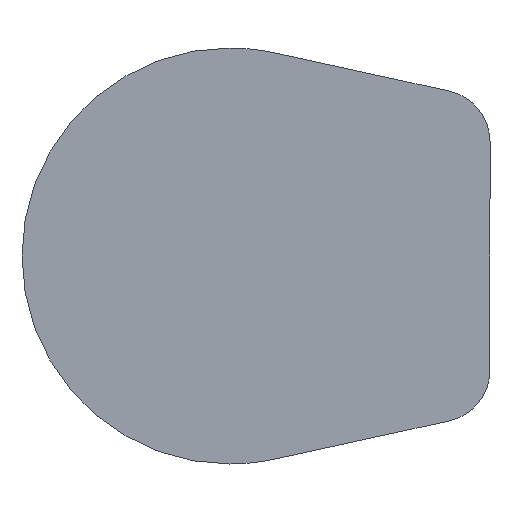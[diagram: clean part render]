
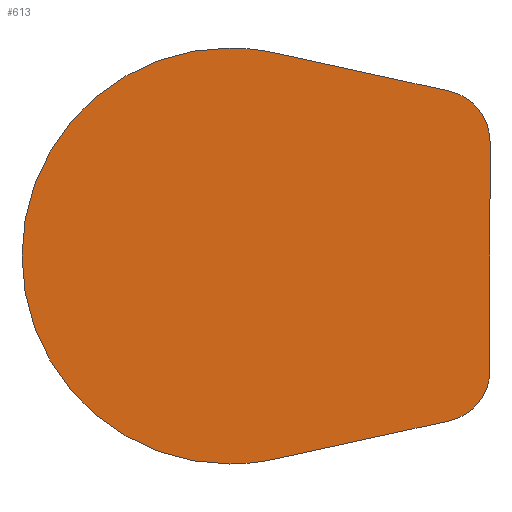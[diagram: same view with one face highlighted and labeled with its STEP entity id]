
A CAD part, front view. The second image highlights one B-rep face of the part: STEP entity #613.
In plain terms, the highlighted planar face has unit normal (0, -1, 0).
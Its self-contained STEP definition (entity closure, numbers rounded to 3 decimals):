
#33 = VERTEX_POINT ( 'NONE', #716 ) ;
#35 = CARTESIAN_POINT ( 'NONE',  ( 0., 0., 0. ) ) ;
#40 = DIRECTION ( 'NONE',  ( 0., 1., 0. ) ) ;
#45 = DIRECTION ( 'NONE',  ( 0.977, 0., -0.214 ) ) ;
#59 = LINE ( 'NONE', #65, #739 ) ;
#62 = AXIS2_PLACEMENT_3D ( 'NONE', #417, #40, #102 ) ;
#65 = CARTESIAN_POINT ( 'NONE',  ( 25., 0., -15. ) ) ;
#75 = CARTESIAN_POINT ( 'NONE',  ( 21.069, 0., 15.861 ) ) ;
#84 = VERTEX_POINT ( 'NONE', #106 ) ;
#91 = VERTEX_POINT ( 'NONE', #96 ) ;
#93 = CIRCLE ( 'NONE', #781, 20. ) ;
#96 = CARTESIAN_POINT ( 'NONE',  ( 0., 0., -20. ) ) ;
#102 = DIRECTION ( 'NONE',  ( 0., 0., 1. ) ) ;
#106 = CARTESIAN_POINT ( 'NONE',  ( 4.278, 0., 19.537 ) ) ;
#112 = EDGE_CURVE ( 'NONE', #91, #33, #625, .T. ) ;
#120 = CARTESIAN_POINT ( 'NONE',  ( 21.069, 0., -15.861 ) ) ;
#126 = CARTESIAN_POINT ( 'NONE',  ( 25., 0., -15. ) ) ;
#132 = DIRECTION ( 'NONE',  ( -0.977, 0., -0.214 ) ) ;
#165 = EDGE_CURVE ( 'NONE', #235, #534, #59, .T. ) ;
#176 = DIRECTION ( 'NONE',  ( 0., 0., -1. ) ) ;
#193 = EDGE_CURVE ( 'NONE', #84, #446, #768, .T. ) ;
#222 = CARTESIAN_POINT ( 'NONE',  ( 20., 0., -10.976 ) ) ;
#227 = EDGE_CURVE ( 'NONE', #534, #91, #93, .T. ) ;
#228 = DIRECTION ( 'NONE',  ( 0., 1., 0. ) ) ;
#235 = VERTEX_POINT ( 'NONE', #120 ) ;
#239 = CARTESIAN_POINT ( 'NONE',  ( 0., 0., 0. ) ) ;
#241 = ORIENTED_EDGE ( 'NONE', *, *, #193, .F. ) ;
#245 = DIRECTION ( 'NONE',  ( 0., 0., 1. ) ) ;
#246 = CIRCLE ( 'NONE', #783, 5. ) ;
#247 = EDGE_CURVE ( 'NONE', #33, #84, #558, .T. ) ;
#264 = ORIENTED_EDGE ( 'NONE', *, *, #247, .F. ) ;
#270 = ORIENTED_EDGE ( 'NONE', *, *, #735, .T. ) ;
#284 = VERTEX_POINT ( 'NONE', #612 ) ;
#303 = DIRECTION ( 'NONE',  ( 0., 0., 1. ) ) ;
#374 = AXIS2_PLACEMENT_3D ( 'NONE', #35, #228, #460 ) ;
#379 = DIRECTION ( 'NONE',  ( 0., -1., 0. ) ) ;
#384 = CARTESIAN_POINT ( 'NONE',  ( 20., 0., 10.976 ) ) ;
#416 = DIRECTION ( 'NONE',  ( 0., 0., 1. ) ) ;
#417 = CARTESIAN_POINT ( 'NONE',  ( 0., 0., 0. ) ) ;
#446 = VERTEX_POINT ( 'NONE', #75 ) ;
#460 = DIRECTION ( 'NONE',  ( 0., 0., 1. ) ) ;
#475 = DIRECTION ( 'NONE',  ( 0., 1., 0. ) ) ;
#481 = EDGE_LOOP ( 'NONE', ( #664, #572, #511, #270, #241, #264, #770, #710 ) ) ;
#491 = VECTOR ( 'NONE', #45, 1000. ) ;
#499 = CARTESIAN_POINT ( 'NONE',  ( 4.278, 0., -19.537 ) ) ;
#511 = ORIENTED_EDGE ( 'NONE', *, *, #604, .F. ) ;
#533 = CARTESIAN_POINT ( 'NONE',  ( 25., 0., 10.976 ) ) ;
#534 = VERTEX_POINT ( 'NONE', #499 ) ;
#558 = CIRCLE ( 'NONE', #650, 20. ) ;
#572 = ORIENTED_EDGE ( 'NONE', *, *, #691, .T. ) ;
#586 = LINE ( 'NONE', #126, #715 ) ;
#604 = EDGE_CURVE ( 'NONE', #646, #284, #586, .T. ) ;
#612 = CARTESIAN_POINT ( 'NONE',  ( 25., 0., -10.976 ) ) ;
#613 = ADVANCED_FACE ( 'NONE', ( #769 ), #720, .F. ) ;
#625 = CIRCLE ( 'NONE', #374, 20. ) ;
#644 = DIRECTION ( 'NONE',  ( 0., -1., 0. ) ) ;
#646 = VERTEX_POINT ( 'NONE', #533 ) ;
#650 = AXIS2_PLACEMENT_3D ( 'NONE', #239, #475, #416 ) ;
#664 = ORIENTED_EDGE ( 'NONE', *, *, #165, .F. ) ;
#683 = DIRECTION ( 'NONE',  ( 0., 0., 1. ) ) ;
#689 = AXIS2_PLACEMENT_3D ( 'NONE', #384, #379, #683 ) ;
#691 = EDGE_CURVE ( 'NONE', #235, #284, #246, .T. ) ;
#706 = CARTESIAN_POINT ( 'NONE',  ( 0., 0., 0. ) ) ;
#710 = ORIENTED_EDGE ( 'NONE', *, *, #227, .F. ) ;
#715 = VECTOR ( 'NONE', #176, 1000. ) ;
#716 = CARTESIAN_POINT ( 'NONE',  ( 0., 0., 20. ) ) ;
#719 = CARTESIAN_POINT ( 'NONE',  ( 25., 0., 15. ) ) ;
#720 = PLANE ( 'NONE',  #62 ) ;
#735 = EDGE_CURVE ( 'NONE', #646, #446, #755, .T. ) ;
#739 = VECTOR ( 'NONE', #132, 1000. ) ;
#755 = CIRCLE ( 'NONE', #689, 5. ) ;
#768 = LINE ( 'NONE', #719, #491 ) ;
#769 = FACE_OUTER_BOUND ( 'NONE', #481, .T. ) ;
#770 = ORIENTED_EDGE ( 'NONE', *, *, #112, .F. ) ;
#773 = DIRECTION ( 'NONE',  ( 0., 1., 0. ) ) ;
#781 = AXIS2_PLACEMENT_3D ( 'NONE', #706, #773, #245 ) ;
#783 = AXIS2_PLACEMENT_3D ( 'NONE', #222, #644, #303 ) ;
